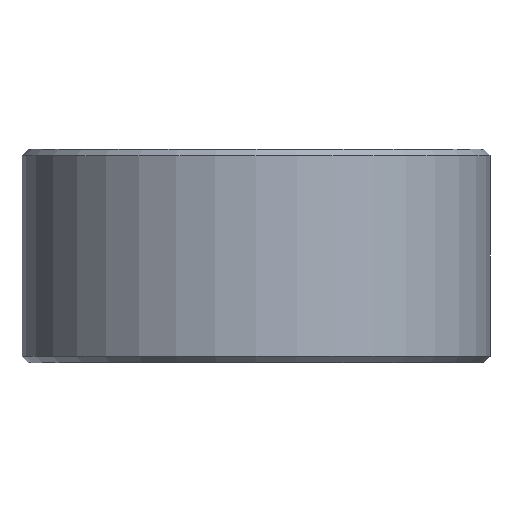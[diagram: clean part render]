
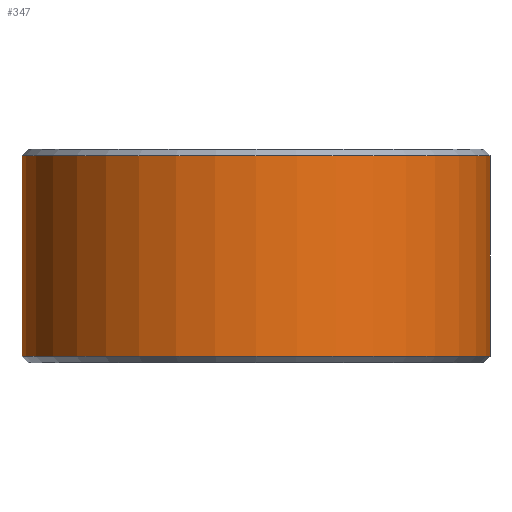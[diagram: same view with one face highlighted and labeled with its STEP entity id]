
A CAD part, front view. The second image highlights one B-rep face of the part: STEP entity #347.
In plain terms, the highlighted cylindrical face has radius 7 mm (diameter 14 mm), a partial arc.
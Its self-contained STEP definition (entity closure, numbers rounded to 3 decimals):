
#4 = VECTOR ( 'NONE', #380, 1000. ) ;
#7 = LINE ( 'NONE', #129, #275 ) ;
#10 = FACE_OUTER_BOUND ( 'NONE', #203, .T. ) ;
#13 = CARTESIAN_POINT ( 'NONE',  ( 7., 0., 6.4 ) ) ;
#15 = DIRECTION ( 'NONE',  ( -1., 0., 0. ) ) ;
#21 = ORIENTED_EDGE ( 'NONE', *, *, #358, .T. ) ;
#32 = DIRECTION ( 'NONE',  ( 1., 0., 0. ) ) ;
#76 = ORIENTED_EDGE ( 'NONE', *, *, #117, .T. ) ;
#80 = AXIS2_PLACEMENT_3D ( 'NONE', #306, #371, #32 ) ;
#81 = AXIS2_PLACEMENT_3D ( 'NONE', #234, #232, #15 ) ;
#93 = VERTEX_POINT ( 'NONE', #397 ) ;
#108 = AXIS2_PLACEMENT_3D ( 'NONE', #356, #200, #328 ) ;
#109 = VERTEX_POINT ( 'NONE', #122 ) ;
#117 = EDGE_CURVE ( 'NONE', #109, #93, #316, .T. ) ;
#122 = CARTESIAN_POINT ( 'NONE',  ( 7., 0., 6.2 ) ) ;
#129 = CARTESIAN_POINT ( 'NONE',  ( -7., 0., 6.4 ) ) ;
#173 = EDGE_CURVE ( 'NONE', #93, #364, #7, .T. ) ;
#200 = DIRECTION ( 'NONE',  ( 0., 0., 1. ) ) ;
#201 = VERTEX_POINT ( 'NONE', #351 ) ;
#203 = EDGE_LOOP ( 'NONE', ( #329, #76, #243, #21 ) ) ;
#206 = LINE ( 'NONE', #13, #4 ) ;
#225 = CIRCLE ( 'NONE', #108, 7. ) ;
#228 = DIRECTION ( 'NONE',  ( 0., 0., -1. ) ) ;
#229 = CYLINDRICAL_SURFACE ( 'NONE', #81, 7. ) ;
#232 = DIRECTION ( 'NONE',  ( 0., 0., -1. ) ) ;
#234 = CARTESIAN_POINT ( 'NONE',  ( 0., 0., 6.4 ) ) ;
#243 = ORIENTED_EDGE ( 'NONE', *, *, #173, .T. ) ;
#275 = VECTOR ( 'NONE', #228, 1000. ) ;
#306 = CARTESIAN_POINT ( 'NONE',  ( 0., 0., 6.2 ) ) ;
#309 = EDGE_CURVE ( 'NONE', #109, #201, #206, .T. ) ;
#316 = CIRCLE ( 'NONE', #80, 7. ) ;
#322 = CARTESIAN_POINT ( 'NONE',  ( -7., 0., 0.2 ) ) ;
#328 = DIRECTION ( 'NONE',  ( 1., 0., 0. ) ) ;
#329 = ORIENTED_EDGE ( 'NONE', *, *, #309, .F. ) ;
#347 = ADVANCED_FACE ( 'NONE', ( #10 ), #229, .T. ) ;
#351 = CARTESIAN_POINT ( 'NONE',  ( 7., 0., 0.2 ) ) ;
#356 = CARTESIAN_POINT ( 'NONE',  ( 0., 0., 0.2 ) ) ;
#358 = EDGE_CURVE ( 'NONE', #364, #201, #225, .T. ) ;
#364 = VERTEX_POINT ( 'NONE', #322 ) ;
#371 = DIRECTION ( 'NONE',  ( 0., 0., -1. ) ) ;
#380 = DIRECTION ( 'NONE',  ( 0., 0., -1. ) ) ;
#397 = CARTESIAN_POINT ( 'NONE',  ( -7., 0., 6.2 ) ) ;
